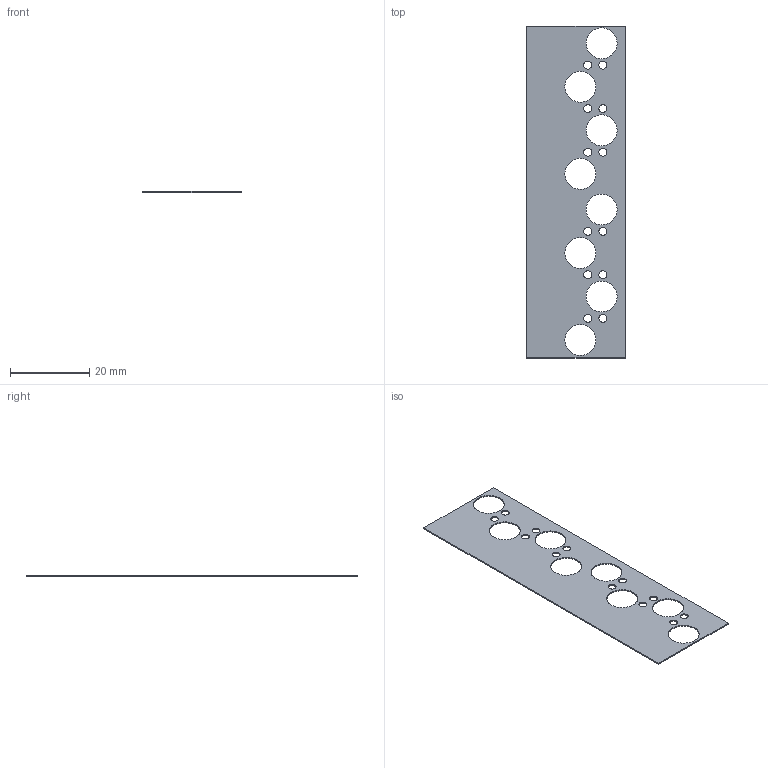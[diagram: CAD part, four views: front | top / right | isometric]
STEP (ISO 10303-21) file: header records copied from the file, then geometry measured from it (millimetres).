
FILE_DESCRIPTION(('KiCad electronic assembly'),'2;1');
FILE_NAME('DIO_SMA_Shim_for_v1_4_3.step','2024-10-25T12:00:13',('Pcbnew' ),('Kicad'),'Open CASCADE STEP processor 7.6', 'KiCad to STEP converter','Unknown');
FILE_SCHEMA(('AUTOMOTIVE_DESIGN { 1 0 10303 214 1 1 1 1 }'));
Length unit declared in the file: millimetre
Products named in the file (2): DIO_SMA_Shim_for_v1_4_3 1; DIO_SMA_Shim PCB
Assembly tree (1 placements, depth 2):
  DIO_SMA_Shim_for_v1_4_3 1
    DIO_SMA_Shim PCB
Bounding box: 24.85 x 83.9 x 0.3 mm (x, y, z)
Volume: 499.7 mm3; surface area: 3477.8 mm2
Topology: 1 solids, 1 shells, 874 faces, 2616 edges, 1744 vertices
Faces by surface type: plane 874
Entity records: 62935 total; most frequent: CARTESIAN_POINT 10468, DIRECTION 9600, LINE 7848, VECTOR 7848, ORIENTED_EDGE 5232, PCURVE 5232, DEFINITIONAL_REPRESENTATION 5232, EDGE_CURVE 2616
